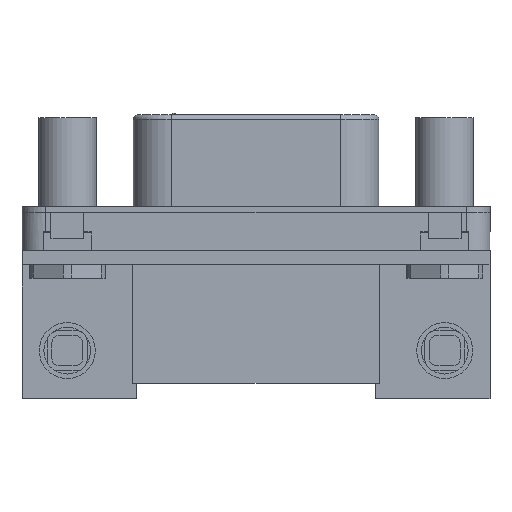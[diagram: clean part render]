
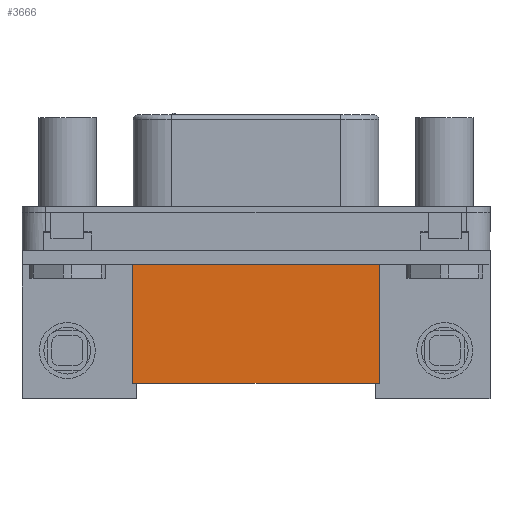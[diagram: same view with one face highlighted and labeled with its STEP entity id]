
A CAD part, top view. The second image highlights one B-rep face of the part: STEP entity #3666.
In plain terms, the highlighted free-form (B-spline) face has degree [1, 1] with [2, 2] control points.
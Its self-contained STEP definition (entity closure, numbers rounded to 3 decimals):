
#3570=CARTESIAN_POINT('',(8.153,-2.169,9.576));
#3571=VERTEX_POINT('',#3570);
#3580=CARTESIAN_POINT('',(-8.153,-2.169,9.576));
#3581=VERTEX_POINT('',#3580);
#3582=CARTESIAN_POINT('',(-8.153,-2.169,9.576));
#3583=DIRECTION('',(1.0,0.0,0.0));
#3584=VECTOR('',#3583,16.307);
#3585=LINE('',#3582,#3584);
#3586=EDGE_CURVE('',#3581,#3571,#3585,.T.);
#3612=CARTESIAN_POINT('',(8.153,5.679,9.576));
#3613=VERTEX_POINT('',#3612);
#3628=CARTESIAN_POINT('',(-8.153,5.679,9.576));
#3629=VERTEX_POINT('',#3628);
#3636=CARTESIAN_POINT('',(8.153,5.679,9.576));
#3637=DIRECTION('',(-1.0,0.0,0.0));
#3638=VECTOR('',#3637,16.307);
#3639=LINE('',#3636,#3638);
#3640=EDGE_CURVE('',#3613,#3629,#3639,.T.);
#3645=CARTESIAN_POINT('',(8.153,5.679,9.576));
#3646=CARTESIAN_POINT('',(8.153,-2.169,9.576));
#3647=CARTESIAN_POINT('',(-8.153,5.679,9.576));
#3648=CARTESIAN_POINT('',(-8.153,-2.169,9.576));
#3649=B_SPLINE_SURFACE_WITH_KNOTS('',1,1,((#3645,#3647),(#3646,#3648)),.UNSPECIFIED.,.F.,.F.,.U.,(2,2),(2,2),(0.0,7.849),(0.0,16.307),.UNSPECIFIED.);
#3650=CARTESIAN_POINT('',(-8.153,-2.169,9.576));
#3651=DIRECTION('',(0.0,1.0,0.0));
#3652=VECTOR('',#3651,7.849);
#3653=LINE('',#3650,#3652);
#3654=EDGE_CURVE('',#3581,#3629,#3653,.T.);
#3655=ORIENTED_EDGE('',*,*,#3654,.F.);
#3656=ORIENTED_EDGE('',*,*,#3586,.T.);
#3657=CARTESIAN_POINT('',(8.153,-2.169,9.576));
#3658=DIRECTION('',(0.0,1.0,0.0));
#3659=VECTOR('',#3658,7.849);
#3660=LINE('',#3657,#3659);
#3661=EDGE_CURVE('',#3571,#3613,#3660,.T.);
#3662=ORIENTED_EDGE('',*,*,#3661,.T.);
#3663=ORIENTED_EDGE('',*,*,#3640,.T.);
#3664=EDGE_LOOP('',(#3655,#3656,#3662,#3663));
#3665=FACE_OUTER_BOUND('',#3664,.T.);
#3666=ADVANCED_FACE('',(#3665),#3649,.F.);
